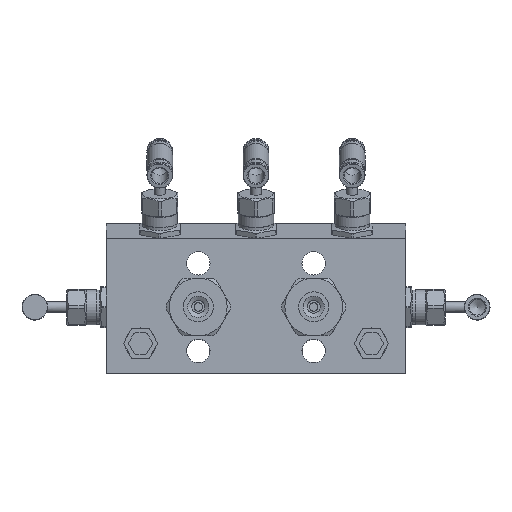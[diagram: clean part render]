
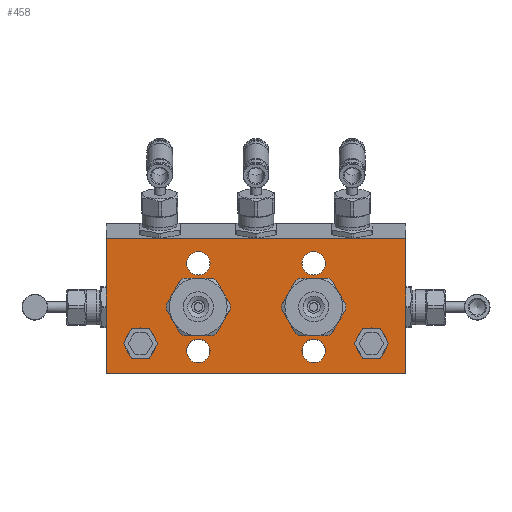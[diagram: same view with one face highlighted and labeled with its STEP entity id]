
A CAD part, top view. The second image highlights one B-rep face of the part: STEP entity #458.
In plain terms, the highlighted planar face has unit normal (0, 0, 1).
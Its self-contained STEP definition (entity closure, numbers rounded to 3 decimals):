
#458=ADVANCED_FACE('',(#4494,#4496,#4498,#4500,#4502,#4504,#4506,#4508,#4510),#4512,
.T.);
#4494=FACE_BOUND('',#4495,.T.);
#4495=EDGE_LOOP('',(#8561,#8562,#8563,#8564));
#4496=FACE_BOUND('',#4497,.T.);
#4497=EDGE_LOOP('',(#8565));
#4498=FACE_BOUND('',#4499,.T.);
#4499=EDGE_LOOP('',(#8566));
#4500=FACE_BOUND('',#4501,.T.);
#4501=EDGE_LOOP('',(#8567));
#4502=FACE_BOUND('',#4503,.T.);
#4503=EDGE_LOOP('',(#8568));
#4504=FACE_BOUND('',#4505,.T.);
#4505=EDGE_LOOP('',(#8569));
#4506=FACE_BOUND('',#4507,.T.);
#4507=EDGE_LOOP('',(#8570));
#4508=FACE_BOUND('',#4509,.T.);
#4509=EDGE_LOOP('',(#8571));
#4510=FACE_BOUND('',#4511,.T.);
#4511=EDGE_LOOP('',(#8572));
#4512=PLANE('',#4513);
#4513=AXIS2_PLACEMENT_3D('',#4514,#4515,#4516);
#4514=CARTESIAN_POINT('',(-70.,-7.,32.));
#4515=DIRECTION('',(0.,0.,1.));
#4516=DIRECTION('',(0.,-1.,0.));
#8561=ORIENTED_EDGE('',*,*,#10629,.T.);
#8562=ORIENTED_EDGE('',*,*,#10630,.T.);
#8563=ORIENTED_EDGE('',*,*,#10576,.F.);
#8564=ORIENTED_EDGE('',*,*,#10592,.F.);
#8565=ORIENTED_EDGE('',*,*,#10631,.T.);
#8566=ORIENTED_EDGE('',*,*,#10632,.T.);
#8567=ORIENTED_EDGE('',*,*,#10633,.T.);
#8568=ORIENTED_EDGE('',*,*,#10634,.T.);
#8569=ORIENTED_EDGE('',*,*,#10635,.T.);
#8570=ORIENTED_EDGE('',*,*,#10636,.T.);
#8571=ORIENTED_EDGE('',*,*,#10637,.T.);
#8572=ORIENTED_EDGE('',*,*,#10638,.T.);
#10576=EDGE_CURVE('',#11728,#11730,#11731,.T.);
#10592=EDGE_CURVE('',#11757,#11728,#11759,.T.);
#10629=EDGE_CURVE('',#11757,#11832,#11833,.T.);
#10630=EDGE_CURVE('',#11832,#11730,#11834,.T.);
#10631=EDGE_CURVE('',#11835,#11835,#11836,.F.);
#10632=EDGE_CURVE('',#11837,#11837,#11838,.F.);
#10633=EDGE_CURVE('',#11839,#11839,#11840,.F.);
#10634=EDGE_CURVE('',#11841,#11841,#11842,.F.);
#10635=EDGE_CURVE('',#11843,#11843,#11844,.F.);
#10636=EDGE_CURVE('',#11845,#11845,#11846,.F.);
#10637=EDGE_CURVE('',#11847,#11847,#11848,.F.);
#10638=EDGE_CURVE('',#11849,#11849,#11850,.F.);
#11728=VERTEX_POINT('',#14401);
#11730=VERTEX_POINT('',#14405);
#11731=LINE('',#14406,#14407);
#11757=VERTEX_POINT('',#14470);
#11759=LINE('',#14474,#14475);
#11832=VERTEX_POINT('',#14639);
#11833=LINE('',#14640,#14641);
#11834=LINE('',#14643,#14644);
#11835=VERTEX_POINT('',#14646);
#11836=CIRCLE('',#14647,7.257);
#11837=VERTEX_POINT('',#14651);
#11838=CIRCLE('',#14652,13.5);
#11839=VERTEX_POINT('',#14656);
#11840=CIRCLE('',#14657,13.5);
#11841=VERTEX_POINT('',#14661);
#11842=CIRCLE('',#14662,5.5);
#11843=VERTEX_POINT('',#14666);
#11844=CIRCLE('',#14667,5.5);
#11845=VERTEX_POINT('',#14671);
#11846=CIRCLE('',#14672,5.5);
#11847=VERTEX_POINT('',#14676);
#11848=CIRCLE('',#14677,5.5);
#11849=VERTEX_POINT('',#14681);
#11850=CIRCLE('',#14682,7.257);
#14401=CARTESIAN_POINT('',(70.,-7.,32.));
#14405=CARTESIAN_POINT('',(70.,-70.,32.));
#14406=CARTESIAN_POINT('',(70.,-7.,32.));
#14407=VECTOR('',#14408,1.);
#14408=DIRECTION('',(0.,-1.,0.));
#14470=CARTESIAN_POINT('',(-70.,-7.,32.));
#14474=CARTESIAN_POINT('',(-70.,-7.,32.));
#14475=VECTOR('',#14476,1.);
#14476=DIRECTION('',(1.,0.,0.));
#14639=CARTESIAN_POINT('',(-70.,-70.,32.));
#14640=CARTESIAN_POINT('',(-70.,-7.,32.));
#14641=VECTOR('',#14642,1.);
#14642=DIRECTION('',(0.,-1.,0.));
#14643=CARTESIAN_POINT('',(-70.,-70.,32.));
#14644=VECTOR('',#14645,1.);
#14645=DIRECTION('',(1.,0.,0.));
#14646=CARTESIAN_POINT('',(-54.,-48.743,32.));
#14647=AXIS2_PLACEMENT_3D('',#14648,#14649,#14650);
#14648=CARTESIAN_POINT('',(-54.,-56.,32.));
#14649=DIRECTION('',(0.,0.,1.));
#14650=DIRECTION('',(0.,1.,0.));
#14651=CARTESIAN_POINT('',(-13.5,-39.,32.));
#14652=AXIS2_PLACEMENT_3D('',#14653,#14654,#14655);
#14653=CARTESIAN_POINT('',(-27.,-39.,32.));
#14654=DIRECTION('',(0.,0.,1.));
#14655=DIRECTION('',(1.,0.,0.));
#14656=CARTESIAN_POINT('',(40.5,-39.,32.));
#14657=AXIS2_PLACEMENT_3D('',#14658,#14659,#14660);
#14658=CARTESIAN_POINT('',(27.,-39.,32.));
#14659=DIRECTION('',(0.,0.,1.));
#14660=DIRECTION('',(1.,0.,0.));
#14661=CARTESIAN_POINT('',(-32.5,-18.5,32.));
#14662=AXIS2_PLACEMENT_3D('',#14663,#14664,#14665);
#14663=CARTESIAN_POINT('',(-27.,-18.5,32.));
#14664=DIRECTION('',(0.,0.,1.));
#14665=DIRECTION('',(-1.,0.,0.));
#14666=CARTESIAN_POINT('',(21.5,-18.5,32.));
#14667=AXIS2_PLACEMENT_3D('',#14668,#14669,#14670);
#14668=CARTESIAN_POINT('',(27.,-18.5,32.));
#14669=DIRECTION('',(0.,0.,1.));
#14670=DIRECTION('',(-1.,0.,0.));
#14671=CARTESIAN_POINT('',(21.5,-59.5,32.));
#14672=AXIS2_PLACEMENT_3D('',#14673,#14674,#14675);
#14673=CARTESIAN_POINT('',(27.,-59.5,32.));
#14674=DIRECTION('',(0.,0.,1.));
#14675=DIRECTION('',(-1.,0.,0.));
#14676=CARTESIAN_POINT('',(-32.5,-59.5,32.));
#14677=AXIS2_PLACEMENT_3D('',#14678,#14679,#14680);
#14678=CARTESIAN_POINT('',(-27.,-59.5,32.));
#14679=DIRECTION('',(0.,0.,1.));
#14680=DIRECTION('',(-1.,0.,0.));
#14681=CARTESIAN_POINT('',(54.,-48.743,32.));
#14682=AXIS2_PLACEMENT_3D('',#14683,#14684,#14685);
#14683=CARTESIAN_POINT('',(54.,-56.,32.));
#14684=DIRECTION('',(0.,0.,1.));
#14685=DIRECTION('',(0.,1.,0.));
